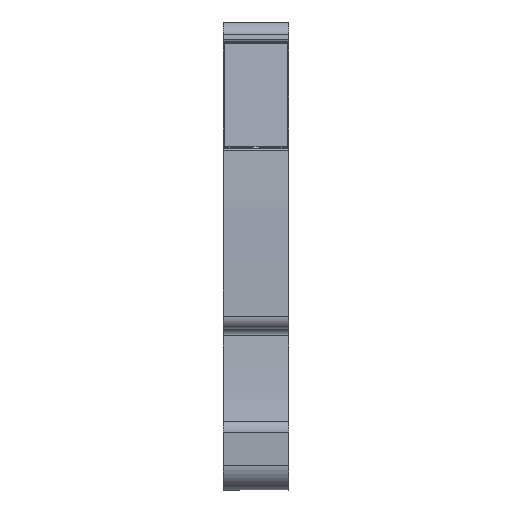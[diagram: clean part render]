
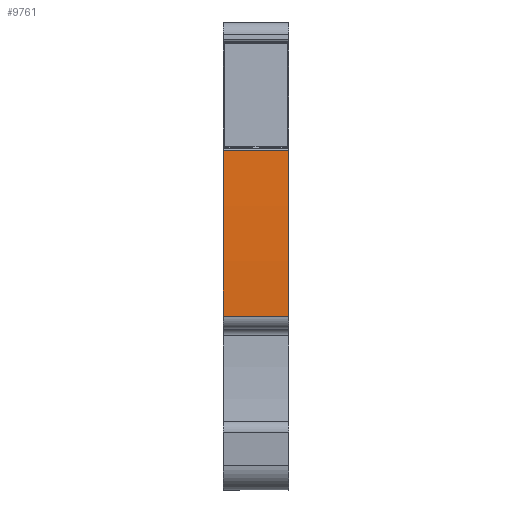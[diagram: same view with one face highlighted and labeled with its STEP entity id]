
A CAD part, front view. The second image highlights one B-rep face of the part: STEP entity #9761.
In plain terms, the highlighted cylindrical face has radius 154.9 mm (diameter 309.8 mm), a partial arc.
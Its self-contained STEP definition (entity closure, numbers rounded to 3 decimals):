
#9726=AXIS2_PLACEMENT_3D('Cylinder Axis2P3D',#9723,#9724,#9725) ;
#9739=AXIS2_PLACEMENT_3D('Circle Axis2P3D',#9737,#9738,$) ;
#9746=AXIS2_PLACEMENT_3D('Circle Axis2P3D',#9744,#9745,$) ;
#9751=AXIS2_PLACEMENT_3D('Circle Axis2P3D',#9749,#9750,$) ;
#9697=CARTESIAN_POINT('Line Origine',(1.965,1.529,13.427)) ;
#9701=CARTESIAN_POINT('Vertex',(0.,1.529,13.427)) ;
#9703=CARTESIAN_POINT('Vertex',(5.05,1.529,13.427)) ;
#9723=CARTESIAN_POINT('Axis2P3D Location',(2.55,156.386,17.05)) ;
#9728=CARTESIAN_POINT('Line Origine',(2.55,1.761,26.266)) ;
#9732=CARTESIAN_POINT('Vertex',(5.05,1.761,26.266)) ;
#9734=CARTESIAN_POINT('Vertex',(0.,1.761,26.266)) ;
#9737=CARTESIAN_POINT('Axis2P3D Location',(0.,156.386,17.05)) ;
#9741=CARTESIAN_POINT('Vertex',(0.,1.528,13.45)) ;
#9744=CARTESIAN_POINT('Axis2P3D Location',(0.,156.386,17.05)) ;
#9749=CARTESIAN_POINT('Axis2P3D Location',(5.05,156.386,17.05)) ;
#9698=DIRECTION('Vector Direction',(1.,0.,0.)) ;
#9724=DIRECTION('Axis2P3D Direction',(1.,0.,0.)) ;
#9725=DIRECTION('Axis2P3D XDirection',(0.,-0.993,0.118)) ;
#9729=DIRECTION('Vector Direction',(1.,0.,0.)) ;
#9738=DIRECTION('Axis2P3D Direction',(1.,0.,0.)) ;
#9745=DIRECTION('Axis2P3D Direction',(1.,0.,0.)) ;
#9750=DIRECTION('Axis2P3D Direction',(1.,0.,0.)) ;
#9699=VECTOR('Line Direction',#9698,1.) ;
#9730=VECTOR('Line Direction',#9729,1.) ;
#9755=ORIENTED_EDGE('',*,*,#9736,.T.) ;
#9756=ORIENTED_EDGE('',*,*,#9743,.T.) ;
#9757=ORIENTED_EDGE('',*,*,#9748,.T.) ;
#9758=ORIENTED_EDGE('',*,*,#9705,.T.) ;
#9759=ORIENTED_EDGE('',*,*,#9753,.F.) ;
#9761=ADVANCED_FACE('MLD_1',(#9760),#9727,.T.) ;
#9740=CIRCLE('generated circle',#9739,154.9) ;
#9747=CIRCLE('generated circle',#9746,154.9) ;
#9752=CIRCLE('generated circle',#9751,154.9) ;
#9727=CYLINDRICAL_SURFACE('generated cylinder',#9726,154.9) ;
#9705=EDGE_CURVE('',#9702,#9704,#9700,.T.) ;
#9736=EDGE_CURVE('',#9733,#9735,#9731,.F.) ;
#9743=EDGE_CURVE('',#9735,#9742,#9740,.T.) ;
#9748=EDGE_CURVE('',#9742,#9702,#9747,.T.) ;
#9753=EDGE_CURVE('',#9733,#9704,#9752,.T.) ;
#9754=EDGE_LOOP('',(#9755,#9756,#9757,#9758,#9759)) ;
#9760=FACE_OUTER_BOUND('',#9754,.T.) ;
#9700=LINE('Line',#9697,#9699) ;
#9731=LINE('Line',#9728,#9730) ;
#9702=VERTEX_POINT('',#9701) ;
#9704=VERTEX_POINT('',#9703) ;
#9733=VERTEX_POINT('',#9732) ;
#9735=VERTEX_POINT('',#9734) ;
#9742=VERTEX_POINT('',#9741) ;
